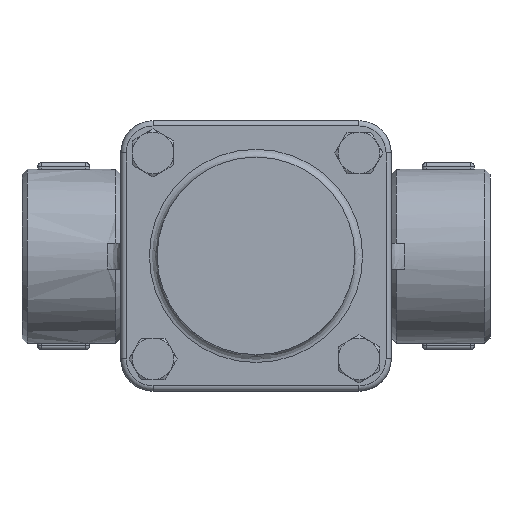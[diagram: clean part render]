
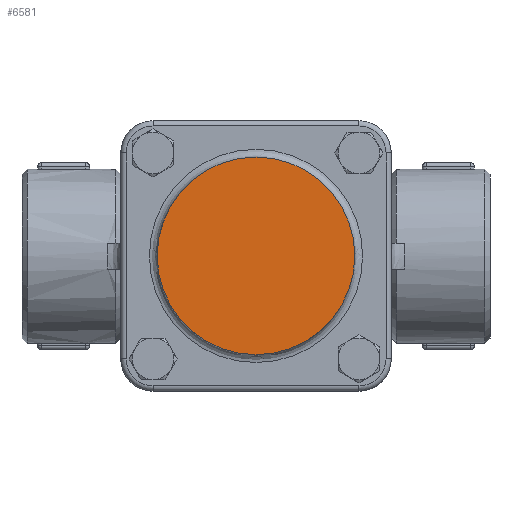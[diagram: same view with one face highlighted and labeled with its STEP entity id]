
A CAD part, top view. The second image highlights one B-rep face of the part: STEP entity #6581.
In plain terms, the highlighted planar face has unit normal (0, 0, 1).
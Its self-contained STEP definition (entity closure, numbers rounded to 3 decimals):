
#6558=CARTESIAN_POINT('',(38.0,0.,26.0));
#6559=VERTEX_POINT('',#6558);
#6560=CARTESIAN_POINT('',(0.,0.,26.0));
#6561=DIRECTION('',(0.0,0.0,-1.0));
#6562=DIRECTION('',(-1.0,0.0,0.0));
#6563=AXIS2_PLACEMENT_3D('',#6560,#6561,#6562);
#6564=CIRCLE('',#6563,38.0);
#6565=EDGE_CURVE('',#6559,#6559,#6564,.T.);
#6573=CARTESIAN_POINT('',(0.,0.,26.0));
#6574=DIRECTION('',(0.0,0.0,-1.0));
#6575=DIRECTION('',(-1.0,0.0,0.0));
#6576=AXIS2_PLACEMENT_3D('',#6573,#6574,#6575);
#6577=PLANE('',#6576);
#6578=ORIENTED_EDGE('',*,*,#6565,.F.);
#6579=EDGE_LOOP('',(#6578));
#6580=FACE_OUTER_BOUND('',#6579,.T.);
#6581=ADVANCED_FACE('',(#6580),#6577,.F.);
